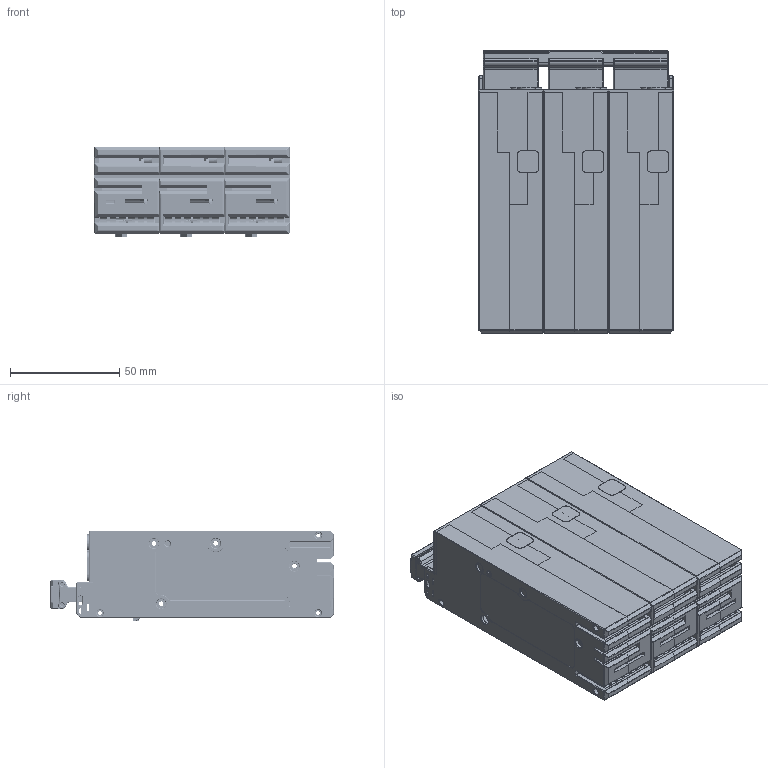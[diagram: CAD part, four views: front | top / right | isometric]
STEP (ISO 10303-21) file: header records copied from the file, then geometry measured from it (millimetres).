
FILE_DESCRIPTION((''),'2;1');
FILE_NAME('CB-125CX_3P_ASM','2023-08-14T16:34:55',('chentr'),(''),'CREO PARAMETRIC BY PTC INC, 2020044','CREO PARAMETRIC BY PTC INC, 2020044','');
FILE_SCHEMA(('CONFIG_CONTROL_DESIGN','SHAPE_APPEARANCE_LAYERS_GROUPS'));
Products named in the file (31): 8ZTD_024_1043_3_1_1_1; 8ZTD_271_342_3_1_1_1; 8ZTD_233_523_3_1_1_1; 5ZTD_550_884_ASM_3_ASM_1_ASM__1_ASM; 5ZTD_615_898_AF0_ASM_3_ASM_1_AS_ASM; 8ZTD_110_048_3_1_1_1; 8ZTD_505_569_3_1_1_1; 5ZTD_558_1044_AF0_ASM_3_ASM_1_A_ASM; 5ZTD_104_537_AF1_ASM_3_ASM_1_AS_ASM; 8253M1676_6_1; 8ZTD_315_1743_3_1_1_1; 6ZTD_225_409_ASM_3_ASM_1_ASM_1__ASM; 8ZTD_024_1044_3_1_1_1; 5ZTD_550_884_ASM_3_ASM_1_ASM_1__ASM; 5ZTD_615_898_AF2_ASM_3_ASM_1_1__ASM; 5ZTD_558_1044_AF2_ASM_3_ASM_1_1_ASM; 5ZTD_104_537_AF2_ASM_3_ASM_1_1__ASM; 6ZTD_225_410_ASM_2_ASM_1_1_ASM__ASM; 5ZTD_615_898_AF1_ASM_3_ASM_1_AS_ASM; 5ZTD_558_1044_AF1_ASM_3_ASM_1_A_ASM; 5ZTD_104_537_AF0_ASM_3_ASM_1_AS_ASM; 8ZTD_315_1742_3_1_1_1; 6ZTD_225_412_ASM_2_ASM_1_ASM_1__ASM; 8ZTD_259_242_2_1_1_1_1; 8ZTD_371_1619_3_1_1_1_1; 2ZTD_256_823_ASM_1_ASM_1_ASM_1__ASM; CB-125CTX_3P_ASM_1_ASM_1_ASM_1_ASM; 8051M1631_3_1; CB-125CTX_3P_ASM_1_ASM_1_ASM; CB-125CTX_3P_ASM_ASM_1_ASM; CB-125CX_3P_ASM
Assembly tree (47 placements, depth 9):
  CB-125CX_3P_ASM
    CB-125CTX_3P_ASM_ASM_1_ASM
      CB-125CTX_3P_ASM_1_ASM_1_ASM
        CB-125CTX_3P_ASM_1_ASM_1_ASM_1_ASM
          2ZTD_256_823_ASM_1_ASM_1_ASM_1__ASM
            6ZTD_225_409_ASM_3_ASM_1_ASM_1__ASM
              8ZTD_024_1043_3_1_1_1
              8ZTD_271_342_3_1_1_1
              8ZTD_233_523_3_1_1_1
              5ZTD_104_537_AF1_ASM_3_ASM_1_AS_ASM
                5ZTD_558_1044_AF0_ASM_3_ASM_1_A_ASM
                  5ZTD_550_884_ASM_3_ASM_1_ASM__1_ASM
                  5ZTD_615_898_AF0_ASM_3_ASM_1_AS_ASM
                  8ZTD_110_048_3_1_1_1
                  8ZTD_505_569_3_1_1_1
              8253M1676_6_1
              8ZTD_315_1743_3_1_1_1
            6ZTD_225_410_ASM_2_ASM_1_1_ASM__ASM
              8ZTD_024_1044_3_1_1_1
              8ZTD_271_342_3_1_1_1
              8ZTD_233_523_3_1_1_1
              5ZTD_104_537_AF2_ASM_3_ASM_1_1__ASM
                5ZTD_558_1044_AF2_ASM_3_ASM_1_1_ASM
                  5ZTD_550_884_ASM_3_ASM_1_ASM_1__ASM
                  5ZTD_615_898_AF2_ASM_3_ASM_1_1__ASM
                  8ZTD_110_048_3_1_1_1
                  8ZTD_505_569_3_1_1_1
              8253M1676_6_1
              8ZTD_315_1743_3_1_1_1
            6ZTD_225_412_ASM_2_ASM_1_ASM_1__ASM
              8ZTD_024_1044_3_1_1_1
              8ZTD_271_342_3_1_1_1
              8ZTD_233_523_3_1_1_1
              5ZTD_104_537_AF0_ASM_3_ASM_1_AS_ASM
                5ZTD_558_1044_AF1_ASM_3_ASM_1_A_ASM
                  5ZTD_550_884_ASM_3_ASM_1_ASM_1__ASM
                  5ZTD_615_898_AF1_ASM_3_ASM_1_AS_ASM
                  8ZTD_110_048_3_1_1_1
                  8ZTD_505_569_3_1_1_1
              8253M1676_6_1
              8ZTD_315_1742_3_1_1_1
            8ZTD_259_242_2_1_1_1_1
            8ZTD_371_1619_3_1_1_1_1  x3
        8051M1631_3_1  x3
Bounding box: 89.4 x 129.71 x 41.6 mm (x, y, z)
Volume: 114401.7 mm3; surface area: 170771.9 mm2
Topology: 25 solids, 25 shells, 5881 faces, 17055 edges, 11144 vertices
Faces by surface type: plane 3495, cylinder 1750, cone 221, torus 212, sphere 117, bspline 86
Entity records: 135969 total; most frequent: CARTESIAN_POINT 22268, ORIENTED_EDGE 18550, DIRECTION 18353, EDGE_CURVE 9275, PRESENTATION_STYLE_ASSIGNMENT 6847, STYLED_ITEM 6839, VECTOR 6439, LINE 6439
